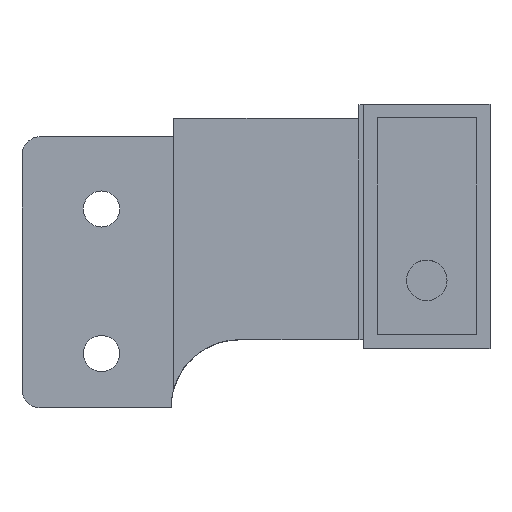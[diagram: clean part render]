
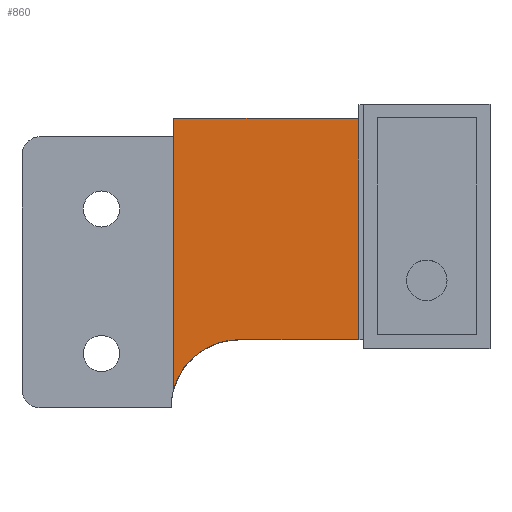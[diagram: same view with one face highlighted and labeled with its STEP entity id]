
A CAD part, top view. The second image highlights one B-rep face of the part: STEP entity #860.
In plain terms, the highlighted planar face has unit normal (0, 0, 1).
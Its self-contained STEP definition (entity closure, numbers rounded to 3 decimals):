
#22 = CARTESIAN_POINT ( 'NONE',  ( 50.4, -24.5, 21. ) ) ;
#33 = EDGE_CURVE ( 'NONE', #1246, #623, #1289, .T. ) ;
#90 = CARTESIAN_POINT ( 'NONE',  ( 25.2, 0., 21. ) ) ;
#110 = EDGE_LOOP ( 'NONE', ( #713, #650, #932, #1130, #1009 ) ) ;
#190 = DIRECTION ( 'NONE',  ( 0., 0., 1. ) ) ;
#251 = CIRCLE ( 'NONE', #692, 7.5 ) ;
#279 = DIRECTION ( 'NONE',  ( 0., -1., 0. ) ) ;
#299 = CARTESIAN_POINT ( 'NONE',  ( 50.4, 0., 21. ) ) ;
#351 = VERTEX_POINT ( 'NONE', #90 ) ;
#385 = CARTESIAN_POINT ( 'NONE',  ( 50.4, -24.5, 21. ) ) ;
#386 = VERTEX_POINT ( 'NONE', #1090 ) ;
#389 = CARTESIAN_POINT ( 'NONE',  ( 32.4, -32., 21. ) ) ;
#403 = PLANE ( 'NONE',  #1253 ) ;
#558 = CARTESIAN_POINT ( 'NONE',  ( 25.2, -29.9, 21. ) ) ;
#567 = CARTESIAN_POINT ( 'NONE',  ( 32.4, -24.5, 21. ) ) ;
#593 = DIRECTION ( 'NONE',  ( -1., 0., 0. ) ) ;
#603 = FACE_OUTER_BOUND ( 'NONE', #110, .T. ) ;
#621 = LINE ( 'NONE', #831, #1187 ) ;
#623 = VERTEX_POINT ( 'NONE', #22 ) ;
#650 = ORIENTED_EDGE ( 'NONE', *, *, #700, .F. ) ;
#653 = LINE ( 'NONE', #567, #1085 ) ;
#692 = AXIS2_PLACEMENT_3D ( 'NONE', #389, #703, #780 ) ;
#700 = EDGE_CURVE ( 'NONE', #623, #386, #653, .T. ) ;
#703 = DIRECTION ( 'NONE',  ( 0., 0., 1. ) ) ;
#713 = ORIENTED_EDGE ( 'NONE', *, *, #1194, .F. ) ;
#780 = DIRECTION ( 'NONE',  ( -1., 0., 0. ) ) ;
#804 = CARTESIAN_POINT ( 'NONE',  ( 50.4, 0., 21. ) ) ;
#831 = CARTESIAN_POINT ( 'NONE',  ( 25.2, 0., 21. ) ) ;
#860 = ADVANCED_FACE ( 'NONE', ( #603 ), #403, .T. ) ;
#926 = VECTOR ( 'NONE', #1216, 1000. ) ;
#932 = ORIENTED_EDGE ( 'NONE', *, *, #33, .F. ) ;
#944 = DIRECTION ( 'NONE',  ( 0., 1., 0. ) ) ;
#967 = EDGE_CURVE ( 'NONE', #1056, #351, #621, .T. ) ;
#1009 = ORIENTED_EDGE ( 'NONE', *, *, #967, .F. ) ;
#1056 = VERTEX_POINT ( 'NONE', #558 ) ;
#1085 = VECTOR ( 'NONE', #1282, 1000. ) ;
#1090 = CARTESIAN_POINT ( 'NONE',  ( 32.4, -24.5, 21. ) ) ;
#1099 = CARTESIAN_POINT ( 'NONE',  ( 32.4, -32., 21. ) ) ;
#1103 = LINE ( 'NONE', #299, #926 ) ;
#1130 = ORIENTED_EDGE ( 'NONE', *, *, #1263, .F. ) ;
#1187 = VECTOR ( 'NONE', #944, 1000. ) ;
#1194 = EDGE_CURVE ( 'NONE', #386, #1056, #251, .T. ) ;
#1216 = DIRECTION ( 'NONE',  ( 1., 0., 0. ) ) ;
#1219 = VECTOR ( 'NONE', #279, 1000. ) ;
#1246 = VERTEX_POINT ( 'NONE', #804 ) ;
#1253 = AXIS2_PLACEMENT_3D ( 'NONE', #1099, #190, #593 ) ;
#1263 = EDGE_CURVE ( 'NONE', #351, #1246, #1103, .T. ) ;
#1282 = DIRECTION ( 'NONE',  ( -1., 0., 0. ) ) ;
#1289 = LINE ( 'NONE', #385, #1219 ) ;
